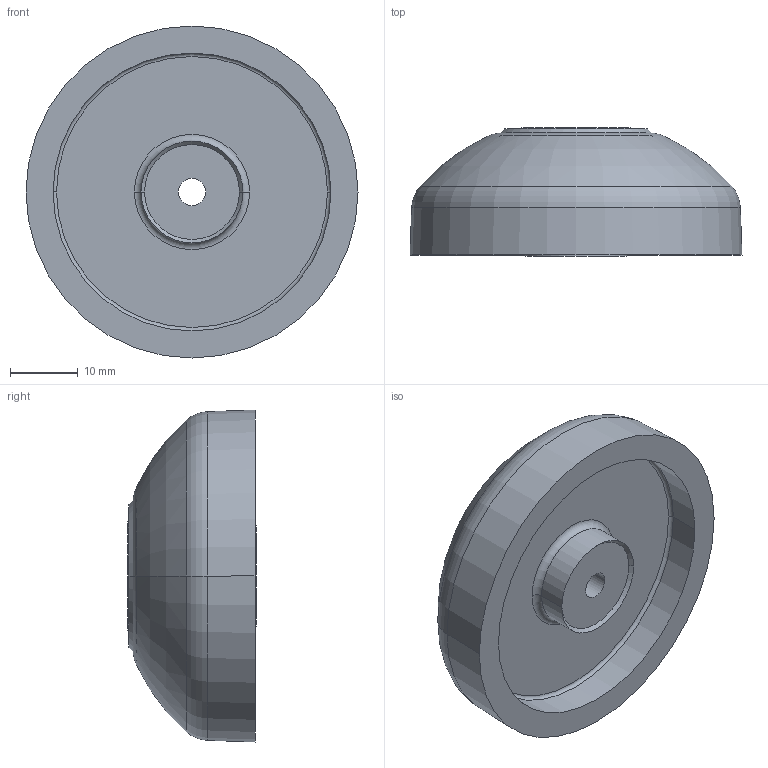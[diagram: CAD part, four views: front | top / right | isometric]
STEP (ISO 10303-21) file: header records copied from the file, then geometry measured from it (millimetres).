
FILE_DESCRIPTION (( 'STEP AP214' ), '1' );
FILE_NAME ('098D050ZSG.STEP', '2014-08-11T10:00:35', ( '' ), ( '' ), 'SwSTEP 2.0', 'SolidWorks 2014', '' );
FILE_SCHEMA (( 'AUTOMOTIVE_DESIGN' ));
Length unit declared in the file: millimetre
Products named in the file (3): 098xd2_Standard; 098d050zr_Standard; 098D050ZSG
Assembly tree (2 placements, depth 2):
  098D050ZSG
    098d050zr_Standard
    098xd2_Standard
Bounding box: 49 x 19 x 49 mm (x, y, z)
Volume: 19937.5 mm3; surface area: 7757.5 mm2
Topology: 2 solids, 2 shells, 53 faces, 106 edges, 60 vertices
Faces by surface type: torus 16, cone 14, cylinder 14, plane 7, sphere 2
Entity records: 1522 total; most frequent: DIRECTION 300, CARTESIAN_POINT 224, ORIENTED_EDGE 212, AXIS2_PLACEMENT_3D 136, EDGE_CURVE 106, CIRCLE 78, VERTEX_POINT 60, EDGE_LOOP 60
